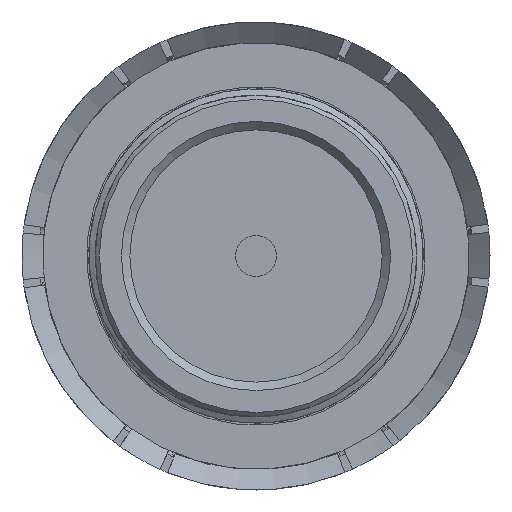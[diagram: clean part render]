
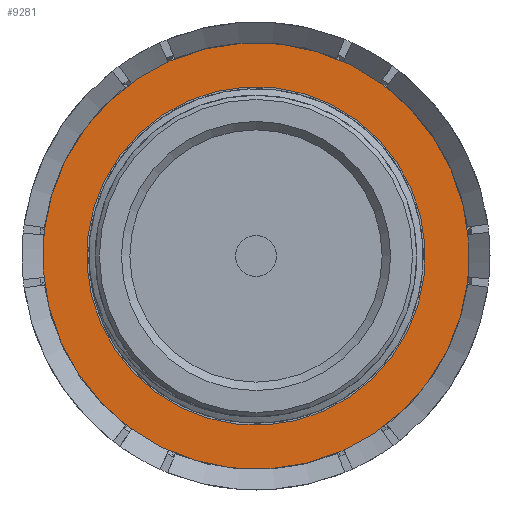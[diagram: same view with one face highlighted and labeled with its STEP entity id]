
A CAD part, left-side view. The second image highlights one B-rep face of the part: STEP entity #9281.
In plain terms, the highlighted face is planar.
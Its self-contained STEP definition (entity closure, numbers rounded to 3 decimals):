
#1615=PLANE('',#9937);
#1793=FACE_BOUND('',#2417,.T.);
#1833=FACE_OUTER_BOUND('',#2416,.T.);
#2416=EDGE_LOOP('',(#6141));
#2417=EDGE_LOOP('',(#6142));
#3034=CIRCLE('',#9933,20.);
#3036=CIRCLE('',#9936,25.2);
#3759=VERTEX_POINT('',#14549);
#3761=VERTEX_POINT('',#14554);
#4674=EDGE_CURVE('',#3759,#3759,#3034,.T.);
#4676=EDGE_CURVE('',#3761,#3761,#3036,.T.);
#6141=ORIENTED_EDGE('',*,*,#4676,.T.);
#6142=ORIENTED_EDGE('',*,*,#4674,.T.);
#9281=ADVANCED_FACE('',(#1833,#1793),#1615,.F.);
#9933=AXIS2_PLACEMENT_3D('',#14550,#11264,#11265);
#9936=AXIS2_PLACEMENT_3D('',#14555,#11270,#11271);
#9937=AXIS2_PLACEMENT_3D('',#14556,#11272,#11273);
#11264=DIRECTION('center_axis',(0.,0.,1.));
#11265=DIRECTION('ref_axis',(-1.,0.,0.));
#11270=DIRECTION('center_axis',(0.,0.,-1.));
#11271=DIRECTION('ref_axis',(-1.,0.,0.));
#11272=DIRECTION('center_axis',(0.,0.,1.));
#11273=DIRECTION('ref_axis',(1.,0.,0.));
#14549=CARTESIAN_POINT('',(20.,0.,0.));
#14550=CARTESIAN_POINT('Origin',(0.,0.,0.));
#14554=CARTESIAN_POINT('',(25.2,0.,0.));
#14555=CARTESIAN_POINT('Origin',(0.,0.,0.));
#14556=CARTESIAN_POINT('Origin',(0.,0.,
0.));
